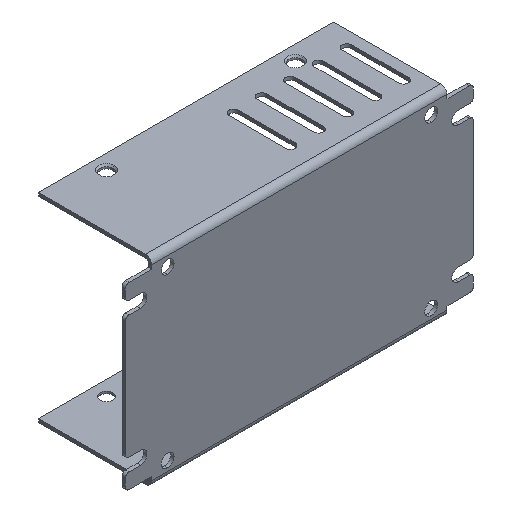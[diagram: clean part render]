
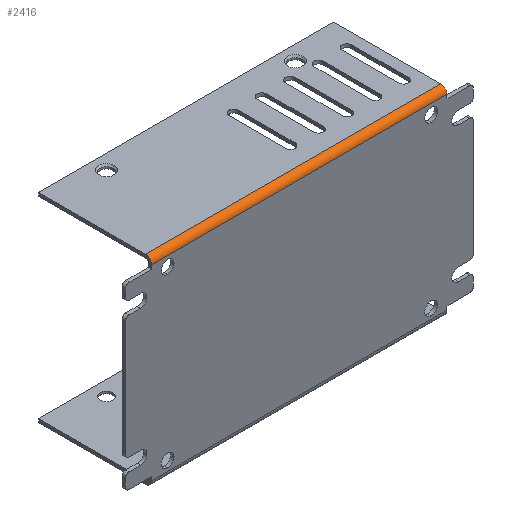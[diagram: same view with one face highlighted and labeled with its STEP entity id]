
A CAD part, isometric view. The second image highlights one B-rep face of the part: STEP entity #2416.
In plain terms, the highlighted cylindrical face has radius 1.637 mm (diameter 3.273 mm), a partial arc.
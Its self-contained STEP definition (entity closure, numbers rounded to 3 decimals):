
#11 = DIRECTION ( 'NONE',  ( 1., 0., 0. ) ) ;
#306 = CIRCLE ( 'NONE', #1764, 1.637 ) ;
#720 = EDGE_CURVE ( 'NONE', #977, #1209, #784, .T. ) ;
#784 = LINE ( 'NONE', #3947, #3182 ) ;
#848 = CARTESIAN_POINT ( 'NONE',  ( -39.1, 0.737, 26.4 ) ) ;
#977 = VERTEX_POINT ( 'NONE', #3419 ) ;
#1069 = AXIS2_PLACEMENT_3D ( 'NONE', #1258, #11, #3740 ) ;
#1088 = EDGE_CURVE ( 'NONE', #1209, #3852, #306, .T. ) ;
#1121 = AXIS2_PLACEMENT_3D ( 'NONE', #3347, #1170, #2413 ) ;
#1134 = LINE ( 'NONE', #1418, #3707 ) ;
#1170 = DIRECTION ( 'NONE',  ( 1., 0., 0. ) ) ;
#1209 = VERTEX_POINT ( 'NONE', #2637 ) ;
#1258 = CARTESIAN_POINT ( 'NONE',  ( 39.1, 0.737, 24.763 ) ) ;
#1418 = CARTESIAN_POINT ( 'NONE',  ( -39.1, 0.737, 26.4 ) ) ;
#1448 = FACE_OUTER_BOUND ( 'NONE', #1829, .T. ) ;
#1502 = ORIENTED_EDGE ( 'NONE', *, *, #720, .F. ) ;
#1554 = DIRECTION ( 'NONE',  ( -1., 0., 0. ) ) ;
#1764 = AXIS2_PLACEMENT_3D ( 'NONE', #2842, #3158, #2526 ) ;
#1781 = ORIENTED_EDGE ( 'NONE', *, *, #3854, .T. ) ;
#1829 = EDGE_LOOP ( 'NONE', ( #1502, #2135, #1781, #2527 ) ) ;
#1835 = CYLINDRICAL_SURFACE ( 'NONE', #1121, 1.637 ) ;
#1868 = CARTESIAN_POINT ( 'NONE',  ( 39.1, 0.737, 26.4 ) ) ;
#2135 = ORIENTED_EDGE ( 'NONE', *, *, #2814, .F. ) ;
#2413 = DIRECTION ( 'NONE',  ( 0., 0., 1. ) ) ;
#2416 = ADVANCED_FACE ( 'NONE', ( #1448 ), #1835, .T. ) ;
#2526 = DIRECTION ( 'NONE',  ( 0., 0., -1. ) ) ;
#2527 = ORIENTED_EDGE ( 'NONE', *, *, #1088, .F. ) ;
#2572 = VERTEX_POINT ( 'NONE', #1868 ) ;
#2637 = CARTESIAN_POINT ( 'NONE',  ( -39.1, -0.9, 24.763 ) ) ;
#2814 = EDGE_CURVE ( 'NONE', #2572, #977, #3339, .T. ) ;
#2842 = CARTESIAN_POINT ( 'NONE',  ( -39.1, 0.737, 24.763 ) ) ;
#2942 = DIRECTION ( 'NONE',  ( -1., 0., 0. ) ) ;
#3158 = DIRECTION ( 'NONE',  ( -1., 0., 0. ) ) ;
#3182 = VECTOR ( 'NONE', #2942, 1000. ) ;
#3339 = CIRCLE ( 'NONE', #1069, 1.637 ) ;
#3347 = CARTESIAN_POINT ( 'NONE',  ( 39.1, 0.737, 24.763 ) ) ;
#3419 = CARTESIAN_POINT ( 'NONE',  ( 39.1, -0.9, 24.763 ) ) ;
#3707 = VECTOR ( 'NONE', #1554, 1000. ) ;
#3740 = DIRECTION ( 'NONE',  ( 0., 0., -1. ) ) ;
#3852 = VERTEX_POINT ( 'NONE', #848 ) ;
#3854 = EDGE_CURVE ( 'NONE', #2572, #3852, #1134, .T. ) ;
#3947 = CARTESIAN_POINT ( 'NONE',  ( 39.1, -0.9, 24.763 ) ) ;
